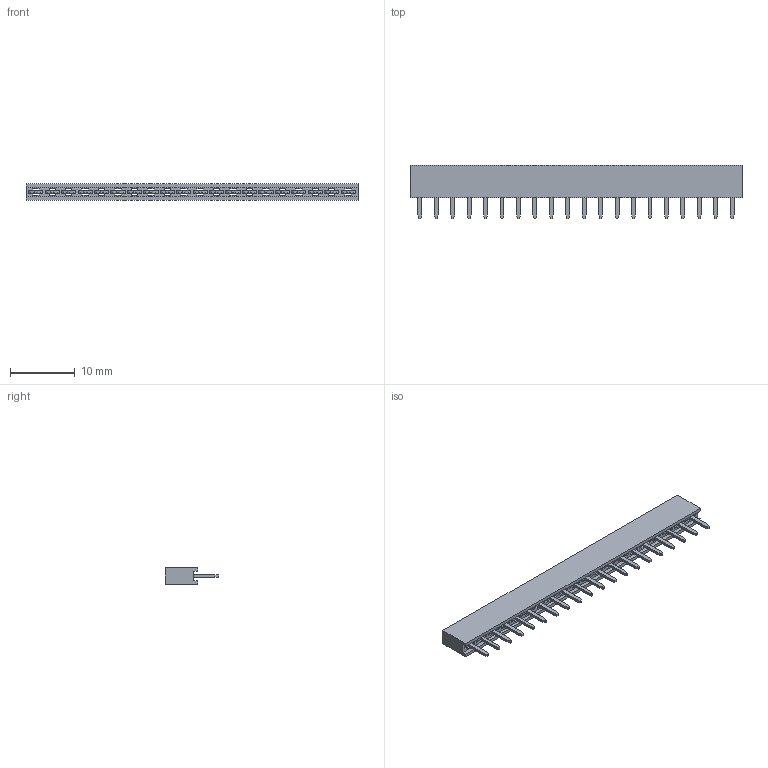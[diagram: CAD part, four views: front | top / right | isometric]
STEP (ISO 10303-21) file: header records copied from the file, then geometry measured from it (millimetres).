
FILE_DESCRIPTION (( 'STEP AP214' ), '1' );
FILE_NAME ('CB775D5B-F658-4DF4-9B96-3C029ADCCF21.STEP', '2025-01-25T21:10:45', ( '' ), ( '' ), 'SwSTEP 2.0', 'SolidWorks 2022', '' );
FILE_SCHEMA (( 'AUTOMOTIVE_DESIGN' ));
Length unit declared in the file: millimetre
Products named in the file (1): CB775D5B-F658-4DF4-9B96-3C029ADCCF21
Bounding box: 51.3 x 8.3 x 2.5 mm (x, y, z)
Volume: 512.4 mm3; surface area: 1743.3 mm2
Topology: 21 solids, 21 shells, 790 faces, 2164 edges, 1416 vertices
Faces by surface type: plane 590, cylinder 200
Entity records: 28712 total; most frequent: CARTESIAN_POINT 4371, ORIENTED_EDGE 4328, DIRECTION 4146, EDGE_CURVE 2164, VECTOR 1764, LINE 1764, VERTEX_POINT 1416, AXIS2_PLACEMENT_3D 1191
